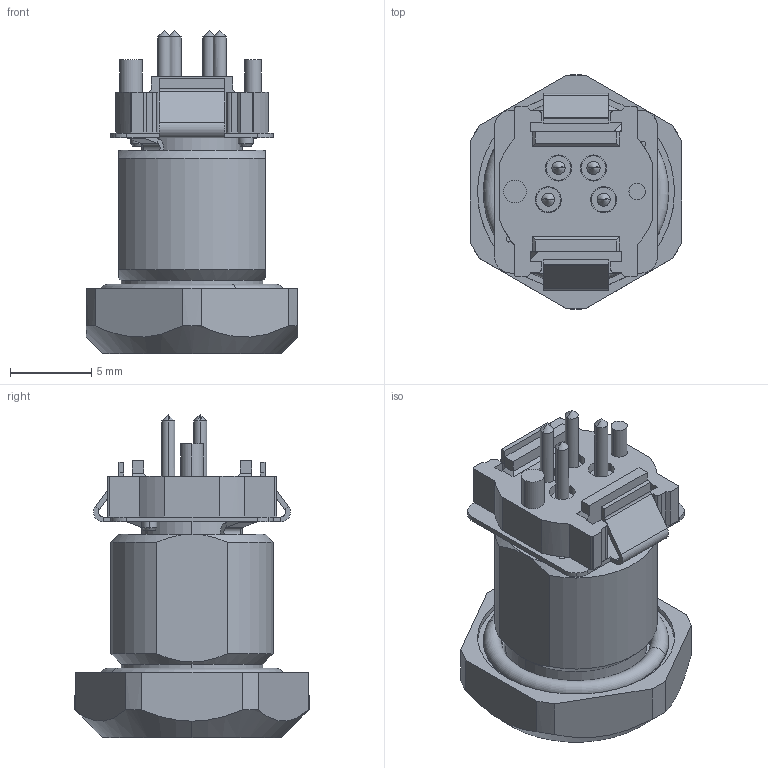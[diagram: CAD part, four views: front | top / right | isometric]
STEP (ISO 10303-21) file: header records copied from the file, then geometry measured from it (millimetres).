
FILE_DESCRIPTION(('CATIA V5R24 STEP','CAx-IF Rec.Pracs.--- Model Styling and Organization---1.2---2011-12-15'),'2;1');
FILE_NAME ('D1461852_0_2423040000_2423040000.stp','2017-08-29T12:11:35+00:00',('none'),('Weidmueller'),'CATIA Version 5-6 Release 2014 SP4 HF52','CATIA V5 STEP AP214','none');
FILE_SCHEMA(('AUTOMOTIVE_DESIGN { 1 0 10303 214 1 1 1 1 }'));
Length unit declared in the file: millimetre
Products named in the file (1): 2423040000
Bounding box: 13 x 14.39 x 19.85 mm (x, y, z)
Volume: 1319.8 mm3; surface area: 1944.3 mm2
Topology: 4 solids, 4 shells, 334 faces, 836 edges, 524 vertices
Faces by surface type: plane 164, cylinder 128, cone 30, torus 12
Entity records: 10162 total; most frequent: CARTESIAN_POINT 2399, ORIENTED_EDGE 1656, DIRECTION 1401, EDGE_CURVE 828, AXIS2_PLACEMENT_3D 591, VERTEX_POINT 524, VECTOR 488, LINE 488
